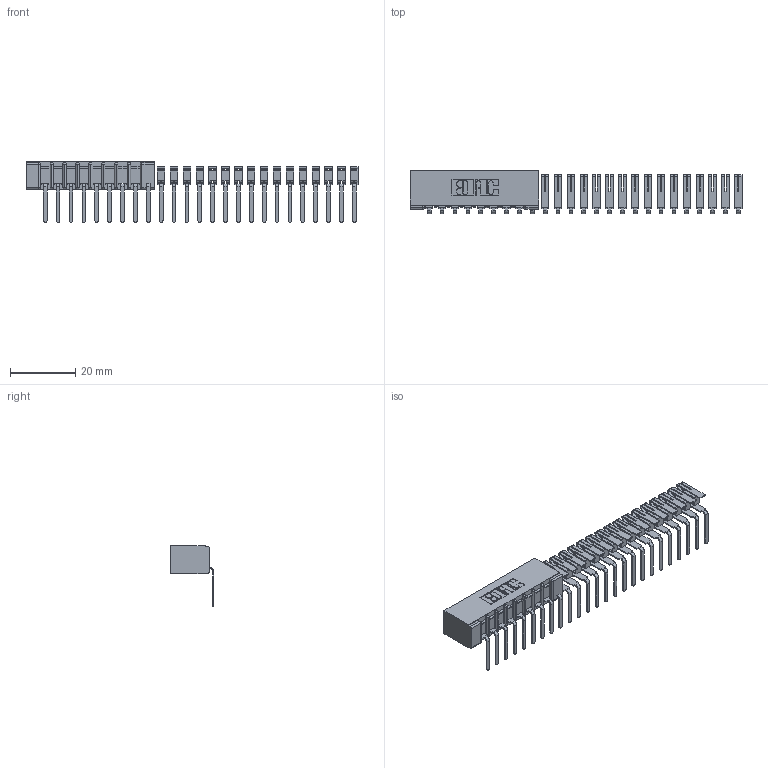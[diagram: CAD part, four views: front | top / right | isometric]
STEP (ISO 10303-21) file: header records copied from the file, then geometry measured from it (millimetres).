
FILE_DESCRIPTION (( 'STEP AP203' ), '1' );
FILE_NAME ('357-025-557-101.STEP', '2018-08-09T02:18:02', ( '' ), ( '' ), 'SwSTEP 2.0', 'SolidWorks 2016', '' );
FILE_SCHEMA (( 'CONFIG_CONTROL_DESIGN' ));
Length unit declared in the file: inch
Products named in the file (3): 307 Part_No Mounting Lugs; 307-290-002_557; 357-025-557-101
Assembly tree (26 placements, depth 2):
  357-025-557-101
    307 Part_No Mounting Lugs
    307-290-002_557  x25
Bounding box: 102.15 x 13.32 x 18.67 mm (x, y, z)
Volume: 3406.9 mm3; surface area: 9204.5 mm2
Topology: 26 solids, 26 shells, 1729 faces, 5311 edges, 3514 vertices
Faces by surface type: plane 1037, cylinder 674, sphere 18
Entity records: 12170 total; most frequent: CARTESIAN_POINT 1973, DIRECTION 1949, ORIENTED_EDGE 1946, EDGE_CURVE 973, VECTOR 729, LINE 729, VERTEX_POINT 634, AXIS2_PLACEMENT_3D 610
